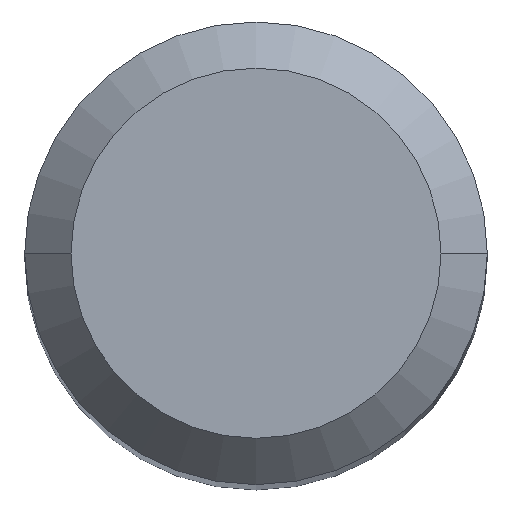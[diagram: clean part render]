
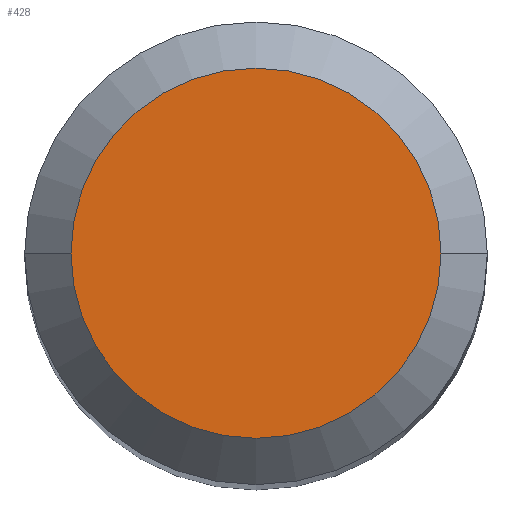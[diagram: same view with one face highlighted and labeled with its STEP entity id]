
A CAD part, top view. The second image highlights one B-rep face of the part: STEP entity #428.
In plain terms, the highlighted planar face has unit normal (0, 0, 1).
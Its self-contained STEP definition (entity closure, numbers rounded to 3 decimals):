
#1 = CARTESIAN_POINT ( 'NONE',  ( 0., 0., 57. ) ) ;
#7 = EDGE_CURVE ( 'NONE', #378, #510, #194, .T. ) ;
#13 = AXIS2_PLACEMENT_3D ( 'NONE', #481, #312, #471 ) ;
#45 = CARTESIAN_POINT ( 'NONE',  ( 2.4, 0., 57. ) ) ;
#65 = CARTESIAN_POINT ( 'NONE',  ( 0., 0., 57. ) ) ;
#115 = AXIS2_PLACEMENT_3D ( 'NONE', #1, #273, #314 ) ;
#177 = EDGE_LOOP ( 'NONE', ( #292, #216 ) ) ;
#179 = CARTESIAN_POINT ( 'NONE',  ( -2.4, 0., 57. ) ) ;
#181 = FACE_OUTER_BOUND ( 'NONE', #177, .T. ) ;
#194 = CIRCLE ( 'NONE', #13, 2.4 ) ;
#216 = ORIENTED_EDGE ( 'NONE', *, *, #483, .T. ) ;
#219 = DIRECTION ( 'NONE',  ( 0., 0., 1. ) ) ;
#236 = AXIS2_PLACEMENT_3D ( 'NONE', #65, #219, #343 ) ;
#273 = DIRECTION ( 'NONE',  ( 0., 0., 1. ) ) ;
#292 = ORIENTED_EDGE ( 'NONE', *, *, #7, .T. ) ;
#312 = DIRECTION ( 'NONE',  ( 0., 0., 1. ) ) ;
#314 = DIRECTION ( 'NONE',  ( 1., 0., 0. ) ) ;
#343 = DIRECTION ( 'NONE',  ( 1., 0., 0. ) ) ;
#360 = CIRCLE ( 'NONE', #115, 2.4 ) ;
#378 = VERTEX_POINT ( 'NONE', #179 ) ;
#424 = PLANE ( 'NONE',  #236 ) ;
#428 = ADVANCED_FACE ( 'NONE', ( #181 ), #424, .T. ) ;
#471 = DIRECTION ( 'NONE',  ( 1., 0., 0. ) ) ;
#481 = CARTESIAN_POINT ( 'NONE',  ( 0., 0., 57. ) ) ;
#483 = EDGE_CURVE ( 'NONE', #510, #378, #360, .T. ) ;
#510 = VERTEX_POINT ( 'NONE', #45 ) ;
